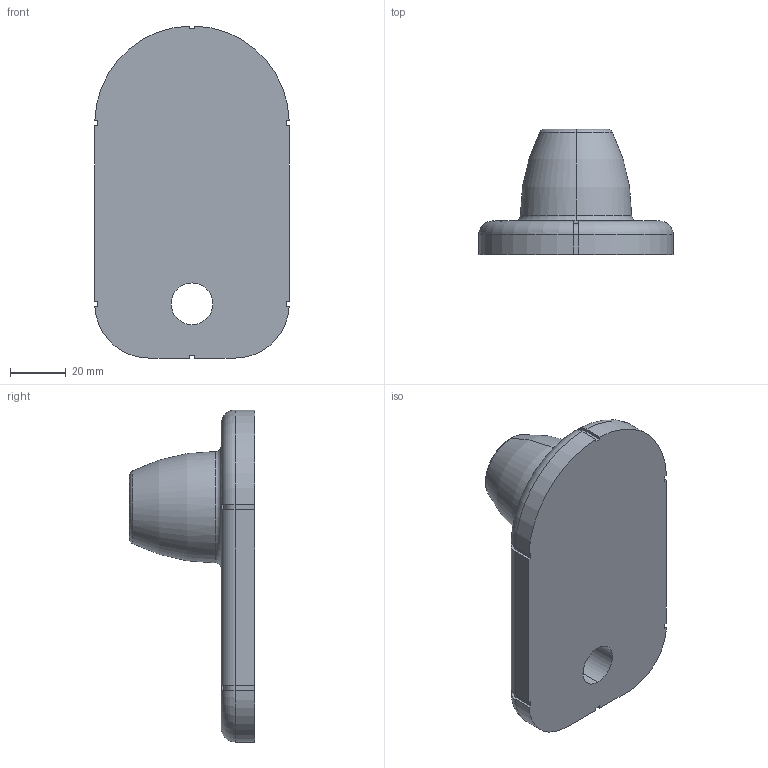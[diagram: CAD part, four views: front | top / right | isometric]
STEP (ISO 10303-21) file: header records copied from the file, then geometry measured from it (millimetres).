
FILE_DESCRIPTION(('STEP AP203'),'1');
FILE_NAME('27833-161.stp','2014-04-30T15:29:24',('TraceParts'),('TraceParts S.A.'),'XStep 1.0',' ',' ');
FILE_SCHEMA(('CONFIG_CONTROL_DESIGN'));
Length unit declared in the file: millimetre
Products named in the file (1): 1
Bounding box: 70 x 45 x 119.49 mm (x, y, z)
Volume: 116959.4 mm3; surface area: 23096.2 mm2
Topology: 1 solids, 1 shells, 65 faces, 167 edges, 104 vertices
Faces by surface type: plane 31, cylinder 18, torus 12, cone 4
Entity records: 2099 total; most frequent: CARTESIAN_POINT 455, DIRECTION 345, ORIENTED_EDGE 330, EDGE_CURVE 165, AXIS2_PLACEMENT_3D 126, VERTEX_POINT 104, LINE 93, VECTOR 93
